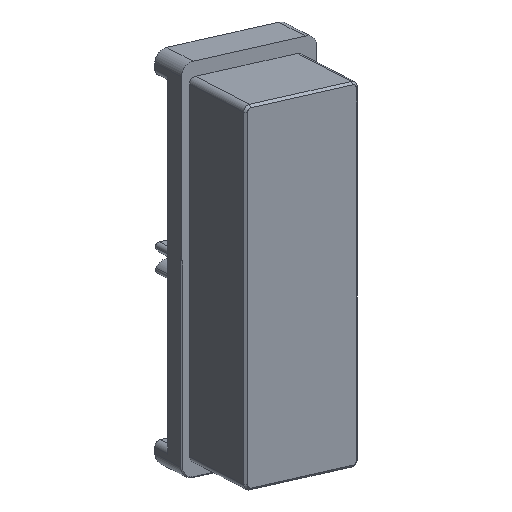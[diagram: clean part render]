
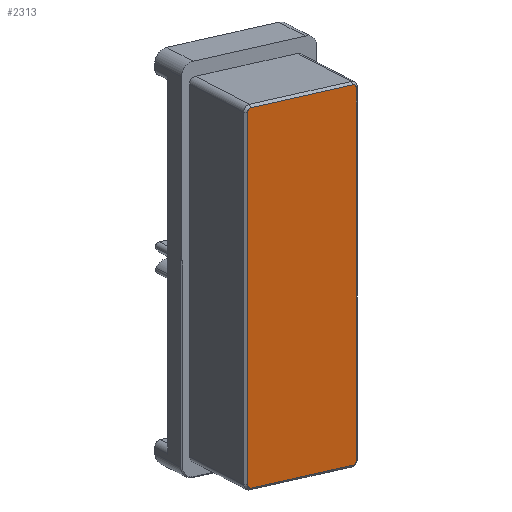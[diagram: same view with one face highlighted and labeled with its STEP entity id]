
A CAD part, top view. The second image highlights one B-rep face of the part: STEP entity #2313.
In plain terms, the highlighted face is planar.
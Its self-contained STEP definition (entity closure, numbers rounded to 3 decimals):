
#2161=CARTESIAN_POINT('Vertex',(30.05,-12.9,-12.)) ;
#2168=CARTESIAN_POINT('Vertex',(21.25,-12.9,-12.)) ;
#2171=CARTESIAN_POINT('Line Origine',(25.65,-12.9,-12.)) ;
#2192=CARTESIAN_POINT('Vertex',(30.35,-12.9,-12.3)) ;
#2195=CARTESIAN_POINT('Axis2P3D Location',(30.05,-12.9,-12.3)) ;
#2212=CARTESIAN_POINT('Line Origine',(30.35,-12.9,-26.6)) ;
#2216=CARTESIAN_POINT('Vertex',(30.35,-12.9,-40.9)) ;
#2240=CARTESIAN_POINT('Vertex',(20.95,-12.9,-40.9)) ;
#2243=CARTESIAN_POINT('Line Origine',(20.95,-12.9,-26.6)) ;
#2247=CARTESIAN_POINT('Vertex',(20.95,-12.9,-12.3)) ;
#2267=CARTESIAN_POINT('Axis2P3D Location',(21.25,-12.9,-12.3)) ;
#2279=CARTESIAN_POINT('Axis2P3D Location',(31.333,-12.9,-44.163)) ;
#2284=CARTESIAN_POINT('Axis2P3D Location',(21.25,-12.9,-40.9)) ;
#2288=CARTESIAN_POINT('Vertex',(21.25,-12.9,-41.2)) ;
#2291=CARTESIAN_POINT('Line Origine',(25.65,-12.9,-41.2)) ;
#2295=CARTESIAN_POINT('Vertex',(30.05,-12.9,-41.2)) ;
#2298=CARTESIAN_POINT('Axis2P3D Location',(30.05,-12.9,-40.9)) ;
#2172=DIRECTION('Vector Direction',(-1.,0.,0.)) ;
#2196=DIRECTION('Axis2P3D Direction',(0.,1.,0.)) ;
#2213=DIRECTION('Vector Direction',(0.,0.,1.)) ;
#2244=DIRECTION('Vector Direction',(0.,0.,-1.)) ;
#2268=DIRECTION('Axis2P3D Direction',(0.,1.,0.)) ;
#2280=DIRECTION('Axis2P3D Direction',(0.,-1.,0.)) ;
#2281=DIRECTION('Axis2P3D XDirection',(1.,0.,0.)) ;
#2285=DIRECTION('Axis2P3D Direction',(0.,-1.,0.)) ;
#2292=DIRECTION('Vector Direction',(1.,0.,0.)) ;
#2299=DIRECTION('Axis2P3D Direction',(0.,-1.,0.)) ;
#2197=AXIS2_PLACEMENT_3D('Circle Axis2P3D',#2195,#2196,$) ;
#2269=AXIS2_PLACEMENT_3D('Circle Axis2P3D',#2267,#2268,$) ;
#2282=AXIS2_PLACEMENT_3D('Plane Axis2P3D',#2279,#2280,#2281) ;
#2286=AXIS2_PLACEMENT_3D('Circle Axis2P3D',#2284,#2285,$) ;
#2300=AXIS2_PLACEMENT_3D('Circle Axis2P3D',#2298,#2299,$) ;
#2304=ORIENTED_EDGE('',*,*,#2249,.T.) ;
#2305=ORIENTED_EDGE('',*,*,#2290,.T.) ;
#2306=ORIENTED_EDGE('',*,*,#2297,.T.) ;
#2307=ORIENTED_EDGE('',*,*,#2302,.T.) ;
#2308=ORIENTED_EDGE('',*,*,#2218,.T.) ;
#2309=ORIENTED_EDGE('',*,*,#2199,.T.) ;
#2310=ORIENTED_EDGE('',*,*,#2175,.T.) ;
#2311=ORIENTED_EDGE('',*,*,#2271,.T.) ;
#2173=VECTOR('Line Direction',#2172,1.) ;
#2214=VECTOR('Line Direction',#2213,1.) ;
#2245=VECTOR('Line Direction',#2244,1.) ;
#2293=VECTOR('Line Direction',#2292,1.) ;
#2313=ADVANCED_FACE('Body.50',(#2312),#2283,.T.) ;
#2198=CIRCLE('generated circle',#2197,0.3) ;
#2270=CIRCLE('generated circle',#2269,0.3) ;
#2287=CIRCLE('generated circle',#2286,0.3) ;
#2301=CIRCLE('generated circle',#2300,0.3) ;
#2175=EDGE_CURVE('',#2162,#2169,#2174,.T.) ;
#2199=EDGE_CURVE('',#2193,#2162,#2198,.F.) ;
#2218=EDGE_CURVE('',#2217,#2193,#2215,.T.) ;
#2249=EDGE_CURVE('',#2248,#2241,#2246,.T.) ;
#2271=EDGE_CURVE('',#2169,#2248,#2270,.F.) ;
#2290=EDGE_CURVE('',#2241,#2289,#2287,.T.) ;
#2297=EDGE_CURVE('',#2289,#2296,#2294,.T.) ;
#2302=EDGE_CURVE('',#2296,#2217,#2301,.T.) ;
#2303=EDGE_LOOP('',(#2304,#2305,#2306,#2307,#2308,#2309,#2310,#2311)) ;
#2312=FACE_OUTER_BOUND('',#2303,.T.) ;
#2174=LINE('Line',#2171,#2173) ;
#2215=LINE('Line',#2212,#2214) ;
#2246=LINE('Line',#2243,#2245) ;
#2294=LINE('Line',#2291,#2293) ;
#2283=PLANE('',#2282) ;
#2162=VERTEX_POINT('',#2161) ;
#2169=VERTEX_POINT('',#2168) ;
#2193=VERTEX_POINT('',#2192) ;
#2217=VERTEX_POINT('',#2216) ;
#2241=VERTEX_POINT('',#2240) ;
#2248=VERTEX_POINT('',#2247) ;
#2289=VERTEX_POINT('',#2288) ;
#2296=VERTEX_POINT('',#2295) ;
